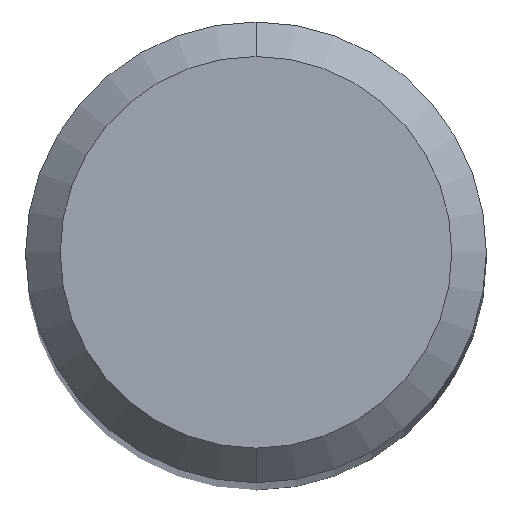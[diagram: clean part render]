
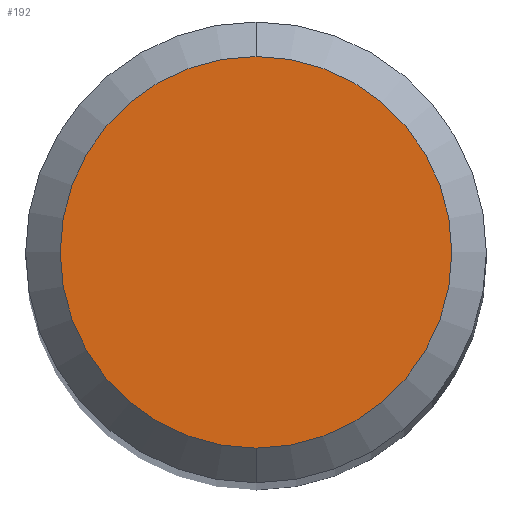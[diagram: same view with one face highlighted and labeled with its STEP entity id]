
A CAD part, top view. The second image highlights one B-rep face of the part: STEP entity #192.
In plain terms, the highlighted planar face has unit normal (0, 0, 1).
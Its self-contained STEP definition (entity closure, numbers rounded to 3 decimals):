
#128=EDGE_CURVE('',#180,#144,#283,.T.);
#144=VERTEX_POINT('',#302);
#180=VERTEX_POINT('',#341);
#186=EDGE_CURVE('',#144,#180,#347,.T.);
#192=ADVANCED_FACE('',(#354),#355,.T.);
#283=CIRCLE('',#447,1.7);
#302=CARTESIAN_POINT('',(0.,-1.7,0.));
#341=CARTESIAN_POINT('',(0.0,1.7,0.));
#347=CIRCLE('',#530,1.7);
#354=FACE_OUTER_BOUND('',#537,.T.);
#355=PLANE('',#538);
#447=AXIS2_PLACEMENT_3D('',#640,#641,#642);
#530=AXIS2_PLACEMENT_3D('',#718,#719,#720);
#537=EDGE_LOOP('',(#730,#731));
#538=AXIS2_PLACEMENT_3D('',#732,#733,#734);
#640=CARTESIAN_POINT('',(0.0,0.0,0.));
#641=DIRECTION('',(0.0,0.0,-1.0));
#642=DIRECTION('',(0.0,1.0,0.0));
#718=CARTESIAN_POINT('',(0.0,0.0,0.));
#719=DIRECTION('',(0.0,0.0,-1.0));
#720=DIRECTION('',(0.0,1.0,0.0));
#730=ORIENTED_EDGE('',*,*,#128,.F.);
#731=ORIENTED_EDGE('',*,*,#186,.F.);
#732=CARTESIAN_POINT('',(0.0,0.85,0.));
#733=DIRECTION('',(-0.0,0.0,1.0));
#734=DIRECTION('',(0.0,-1.0,0.0));
